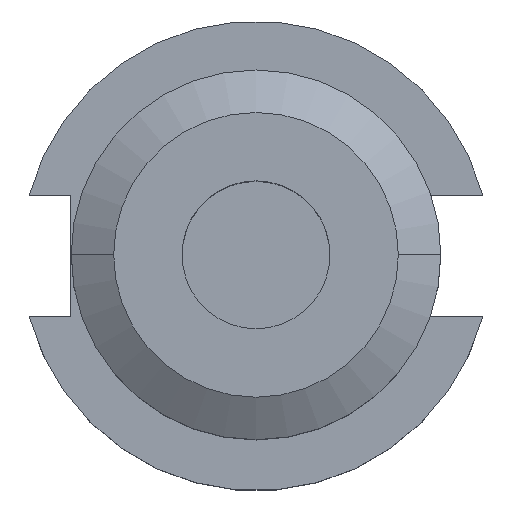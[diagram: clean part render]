
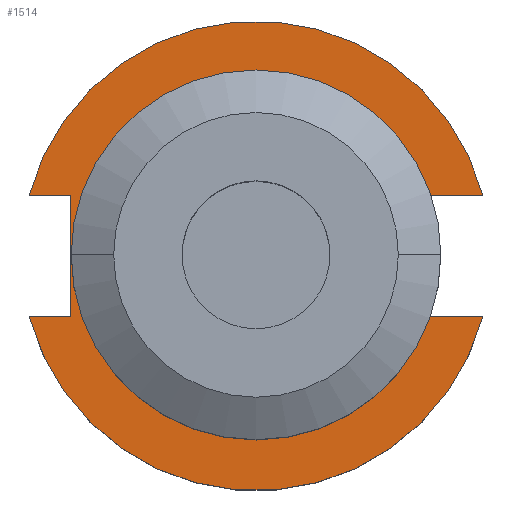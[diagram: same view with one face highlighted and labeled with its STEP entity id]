
A CAD part, top view. The second image highlights one B-rep face of the part: STEP entity #1514.
In plain terms, the highlighted planar face has unit normal (0, 0, 1).
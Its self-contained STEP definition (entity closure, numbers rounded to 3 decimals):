
#21 = LINE ( 'NONE', #1003, #911 ) ;
#24 = EDGE_CURVE ( 'NONE', #942, #105, #659, .T. ) ;
#103 = DIRECTION ( 'NONE',  ( 1., 0., 0. ) ) ;
#105 = VERTEX_POINT ( 'NONE', #463 ) ;
#128 = VERTEX_POINT ( 'NONE', #169 ) ;
#145 = VERTEX_POINT ( 'NONE', #1016 ) ;
#161 = CARTESIAN_POINT ( 'NONE',  ( -61.091, -8.191, 19.05 ) ) ;
#169 = CARTESIAN_POINT ( 'NONE',  ( -25.091, 8.191, 19.05 ) ) ;
#216 = EDGE_CURVE ( 'NONE', #128, #1145, #559, .T. ) ;
#368 = AXIS2_PLACEMENT_3D ( 'NONE', #956, #947, #103 ) ;
#389 = ORIENTED_EDGE ( 'NONE', *, *, #1813, .T. ) ;
#393 = VERTEX_POINT ( 'NONE', #1843 ) ;
#396 = DIRECTION ( 'NONE',  ( 1., 0., 0. ) ) ;
#398 = DIRECTION ( 'NONE',  ( -1., 0., 0. ) ) ;
#420 = EDGE_CURVE ( 'NONE', #1777, #942, #1642, .T. ) ;
#424 = DIRECTION ( 'NONE',  ( 0., 1., 0. ) ) ;
#435 = VERTEX_POINT ( 'NONE', #529 ) ;
#457 = ORIENTED_EDGE ( 'NONE', *, *, #1101, .T. ) ;
#463 = CARTESIAN_POINT ( 'NONE',  ( 22.606, 8.191, 19.05 ) ) ;
#471 = CARTESIAN_POINT ( 'NONE',  ( 0., 0., 19.05 ) ) ;
#485 = DIRECTION ( 'NONE',  ( 0., 0., 1. ) ) ;
#513 = EDGE_CURVE ( 'NONE', #1198, #105, #608, .T. ) ;
#524 = EDGE_CURVE ( 'NONE', #1662, #915, #936, .T. ) ;
#529 = CARTESIAN_POINT ( 'NONE',  ( -30.675, 8.191, 19.05 ) ) ;
#552 = CIRCLE ( 'NONE', #368, 31.75 ) ;
#559 = LINE ( 'NONE', #1687, #1224 ) ;
#567 = AXIS2_PLACEMENT_3D ( 'NONE', #471, #1040, #1312 ) ;
#568 = DIRECTION ( 'NONE',  ( -1., 0., 0. ) ) ;
#582 = DIRECTION ( 'NONE',  ( 1., 0., 0. ) ) ;
#608 = LINE ( 'NONE', #1448, #1411 ) ;
#620 = CARTESIAN_POINT ( 'NONE',  ( 22.606, -8.191, 19.05 ) ) ;
#630 = CARTESIAN_POINT ( 'NONE',  ( 22.606, 4.373, 19.05 ) ) ;
#652 = LINE ( 'NONE', #161, #1677 ) ;
#659 = LINE ( 'NONE', #1235, #1775 ) ;
#670 = CIRCLE ( 'NONE', #567, 23.025 ) ;
#688 = CARTESIAN_POINT ( 'NONE',  ( 0., 0., 19.05 ) ) ;
#718 = AXIS2_PLACEMENT_3D ( 'NONE', #1441, #1457, #1299 ) ;
#738 = CARTESIAN_POINT ( 'NONE',  ( 0., -8.191, 19.05 ) ) ;
#740 = CARTESIAN_POINT ( 'NONE',  ( 30.675, -8.191, 19.05 ) ) ;
#757 = CARTESIAN_POINT ( 'NONE',  ( 0., 22.225, 19.05 ) ) ;
#806 = CARTESIAN_POINT ( 'NONE',  ( 30.675, 8.191, 19.05 ) ) ;
#832 = EDGE_CURVE ( 'NONE', #435, #128, #21, .T. ) ;
#846 = ORIENTED_EDGE ( 'NONE', *, *, #832, .T. ) ;
#861 = ORIENTED_EDGE ( 'NONE', *, *, #1849, .T. ) ;
#888 = ORIENTED_EDGE ( 'NONE', *, *, #420, .T. ) ;
#894 = ORIENTED_EDGE ( 'NONE', *, *, #24, .T. ) ;
#911 = VECTOR ( 'NONE', #1157, 1000. ) ;
#915 = VERTEX_POINT ( 'NONE', #740 ) ;
#929 = LINE ( 'NONE', #983, #1241 ) ;
#934 = FACE_OUTER_BOUND ( 'NONE', #1510, .T. ) ;
#936 = LINE ( 'NONE', #738, #1161 ) ;
#942 = VERTEX_POINT ( 'NONE', #630 ) ;
#947 = DIRECTION ( 'NONE',  ( 0., 0., 1. ) ) ;
#956 = CARTESIAN_POINT ( 'NONE',  ( 0., 0., 19.05 ) ) ;
#983 = CARTESIAN_POINT ( 'NONE',  ( 22.606, 22.225, 19.05 ) ) ;
#1003 = CARTESIAN_POINT ( 'NONE',  ( -61.091, 8.191, 19.05 ) ) ;
#1006 = ORIENTED_EDGE ( 'NONE', *, *, #1679, .F. ) ;
#1016 = CARTESIAN_POINT ( 'NONE',  ( -30.675, -8.191, 19.05 ) ) ;
#1040 = DIRECTION ( 'NONE',  ( 0., 0., -1. ) ) ;
#1053 = AXIS2_PLACEMENT_3D ( 'NONE', #688, #485, #1305 ) ;
#1101 = EDGE_CURVE ( 'NONE', #1198, #435, #1738, .T. ) ;
#1145 = VERTEX_POINT ( 'NONE', #1368 ) ;
#1151 = CARTESIAN_POINT ( 'NONE',  ( -23.025, 0., 19.05 ) ) ;
#1157 = DIRECTION ( 'NONE',  ( 1., 0., 0. ) ) ;
#1161 = VECTOR ( 'NONE', #582, 1000. ) ;
#1198 = VERTEX_POINT ( 'NONE', #806 ) ;
#1224 = VECTOR ( 'NONE', #1814, 1000. ) ;
#1235 = CARTESIAN_POINT ( 'NONE',  ( 22.606, 22.225, 19.05 ) ) ;
#1241 = VECTOR ( 'NONE', #424, 1000. ) ;
#1254 = ORIENTED_EDGE ( 'NONE', *, *, #524, .F. ) ;
#1299 = DIRECTION ( 'NONE',  ( -1., 0., 0. ) ) ;
#1301 = AXIS2_PLACEMENT_3D ( 'NONE', #757, #1371, #398 ) ;
#1305 = DIRECTION ( 'NONE',  ( 1., 0., 0. ) ) ;
#1312 = DIRECTION ( 'NONE',  ( -1., 0., 0. ) ) ;
#1368 = CARTESIAN_POINT ( 'NONE',  ( -25.091, -8.191, 19.05 ) ) ;
#1371 = DIRECTION ( 'NONE',  ( 0., 0., -1. ) ) ;
#1411 = VECTOR ( 'NONE', #568, 1000. ) ;
#1420 = EDGE_CURVE ( 'NONE', #393, #1777, #670, .T. ) ;
#1441 = CARTESIAN_POINT ( 'NONE',  ( 0., 0., 19.05 ) ) ;
#1448 = CARTESIAN_POINT ( 'NONE',  ( 0., 8.191, 19.05 ) ) ;
#1457 = DIRECTION ( 'NONE',  ( 0., 0., -1. ) ) ;
#1502 = PLANE ( 'NONE',  #1301 ) ;
#1510 = EDGE_LOOP ( 'NONE', ( #861, #1597, #888, #894, #1615, #457, #846, #1682, #1006, #389, #1254 ) ) ;
#1514 = ADVANCED_FACE ( 'NONE', ( #934 ), #1502, .F. ) ;
#1541 = DIRECTION ( 'NONE',  ( 0., 1., 0. ) ) ;
#1597 = ORIENTED_EDGE ( 'NONE', *, *, #1420, .T. ) ;
#1615 = ORIENTED_EDGE ( 'NONE', *, *, #513, .F. ) ;
#1642 = CIRCLE ( 'NONE', #718, 23.025 ) ;
#1662 = VERTEX_POINT ( 'NONE', #620 ) ;
#1677 = VECTOR ( 'NONE', #396, 1000. ) ;
#1679 = EDGE_CURVE ( 'NONE', #145, #1145, #652, .T. ) ;
#1682 = ORIENTED_EDGE ( 'NONE', *, *, #216, .T. ) ;
#1687 = CARTESIAN_POINT ( 'NONE',  ( -25.091, 8.191, 19.05 ) ) ;
#1738 = CIRCLE ( 'NONE', #1053, 31.75 ) ;
#1775 = VECTOR ( 'NONE', #1541, 1000. ) ;
#1777 = VERTEX_POINT ( 'NONE', #1151 ) ;
#1813 = EDGE_CURVE ( 'NONE', #145, #915, #552, .T. ) ;
#1814 = DIRECTION ( 'NONE',  ( 0., -1., 0. ) ) ;
#1843 = CARTESIAN_POINT ( 'NONE',  ( 22.606, -4.373, 19.05 ) ) ;
#1849 = EDGE_CURVE ( 'NONE', #1662, #393, #929, .T. ) ;
